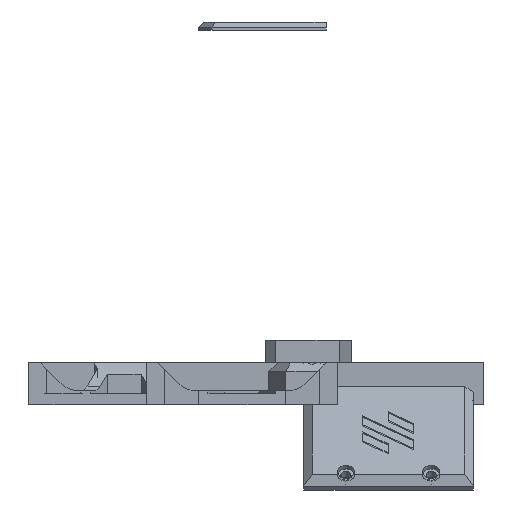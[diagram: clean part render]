
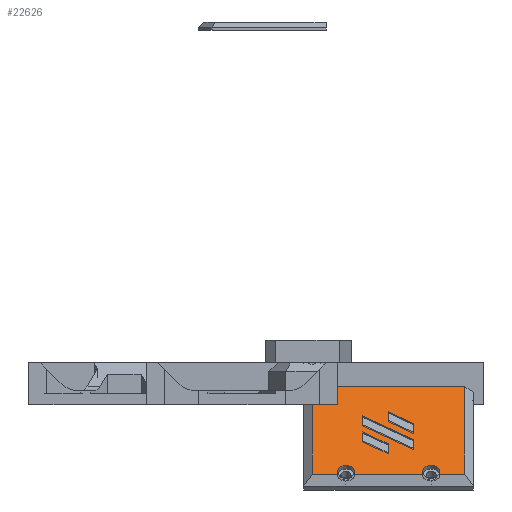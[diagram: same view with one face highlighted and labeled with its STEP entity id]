
A CAD part, left-side view. The second image highlights one B-rep face of the part: STEP entity #22626.
In plain terms, the highlighted planar face has unit normal (-0.707, 0, 0.707).
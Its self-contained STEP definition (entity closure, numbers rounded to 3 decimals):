
#148=FACE_BOUND('',#2549,.T.);
#149=FACE_BOUND('',#2550,.T.);
#150=FACE_BOUND('',#2551,.T.);
#307=CIRCLE('',#23876,3.);
#308=CIRCLE('',#23877,3.);
#309=CIRCLE('',#23893,3.);
#310=CIRCLE('',#23894,3.);
#1305=FACE_OUTER_BOUND('',#2548,.T.);
#2548=EDGE_LOOP('',(#18829,#18830,#18831,#18832,#18833,#18834,#18835,#18836,
#18837,#18838));
#2549=EDGE_LOOP('',(#18839,#18840,#18841,#18842));
#2550=EDGE_LOOP('',(#18843,#18844,#18845,#18846));
#2551=EDGE_LOOP('',(#18847,#18848,#18849,#18850));
#5082=LINE('',#34529,#8096);
#5086=LINE('',#34538,#8100);
#5090=LINE('',#34547,#8104);
#5098=LINE('',#34574,#8112);
#5101=LINE('',#34580,#8115);
#5104=LINE('',#34586,#8118);
#5106=LINE('',#34591,#8120);
#5109=LINE('',#34595,#8123);
#5111=LINE('',#34601,#8125);
#5114=LINE('',#34605,#8128);
#5116=LINE('',#34611,#8130);
#5119=LINE('',#34615,#8133);
#5123=LINE('',#34631,#8137);
#5124=LINE('',#34633,#8138);
#5125=LINE('',#34635,#8139);
#5126=LINE('',#34637,#8140);
#5127=LINE('',#34638,#8141);
#5128=LINE('',#34639,#8142);
#8096=VECTOR('',#28211,10.);
#8100=VECTOR('',#28217,10.);
#8104=VECTOR('',#28223,10.);
#8112=VECTOR('',#28251,10.);
#8115=VECTOR('',#28256,10.);
#8118=VECTOR('',#28261,10.);
#8120=VECTOR('',#28265,10.);
#8123=VECTOR('',#28270,10.);
#8125=VECTOR('',#28276,10.);
#8128=VECTOR('',#28281,10.);
#8130=VECTOR('',#28287,10.);
#8133=VECTOR('',#28292,10.);
#8137=VECTOR('',#28310,10.);
#8138=VECTOR('',#28311,10.);
#8139=VECTOR('',#28312,10.);
#8140=VECTOR('',#28313,10.);
#8141=VECTOR('',#28314,10.);
#8142=VECTOR('',#28315,10.);
#10435=VERTEX_POINT('',#34526);
#10436=VERTEX_POINT('',#34528);
#10439=VERTEX_POINT('',#34535);
#10440=VERTEX_POINT('',#34537);
#10443=VERTEX_POINT('',#34544);
#10444=VERTEX_POINT('',#34546);
#10449=VERTEX_POINT('',#34562);
#10450=VERTEX_POINT('',#34563);
#10451=VERTEX_POINT('',#34565);
#10453=VERTEX_POINT('',#34572);
#10455=VERTEX_POINT('',#34578);
#10457=VERTEX_POINT('',#34584);
#10459=VERTEX_POINT('',#34590);
#10461=VERTEX_POINT('',#34600);
#10463=VERTEX_POINT('',#34610);
#10465=VERTEX_POINT('',#34622);
#10466=VERTEX_POINT('',#34623);
#10467=VERTEX_POINT('',#34625);
#10468=VERTEX_POINT('',#34630);
#10469=VERTEX_POINT('',#34632);
#10470=VERTEX_POINT('',#34634);
#10471=VERTEX_POINT('',#34636);
#13310=EDGE_CURVE('',#10436,#10435,#5082,.T.);
#13314=EDGE_CURVE('',#10440,#10439,#5086,.T.);
#13318=EDGE_CURVE('',#10444,#10443,#5090,.T.);
#13326=EDGE_CURVE('',#10451,#10449,#307,.T.);
#13328=EDGE_CURVE('',#10450,#10451,#308,.T.);
#13331=EDGE_CURVE('',#10435,#10453,#5098,.T.);
#13334=EDGE_CURVE('',#10439,#10455,#5101,.T.);
#13337=EDGE_CURVE('',#10443,#10457,#5104,.T.);
#13339=EDGE_CURVE('',#10459,#10440,#5106,.T.);
#13342=EDGE_CURVE('',#10455,#10459,#5109,.T.);
#13344=EDGE_CURVE('',#10461,#10436,#5111,.T.);
#13347=EDGE_CURVE('',#10453,#10461,#5114,.T.);
#13349=EDGE_CURVE('',#10463,#10444,#5116,.T.);
#13352=EDGE_CURVE('',#10457,#10463,#5119,.T.);
#13356=EDGE_CURVE('',#10467,#10465,#309,.T.);
#13358=EDGE_CURVE('',#10466,#10467,#310,.T.);
#13359=EDGE_CURVE('',#10468,#10449,#5123,.T.);
#13360=EDGE_CURVE('',#10469,#10468,#5124,.T.);
#13361=EDGE_CURVE('',#10470,#10469,#5125,.T.);
#13362=EDGE_CURVE('',#10471,#10470,#5126,.T.);
#13363=EDGE_CURVE('',#10466,#10471,#5127,.T.);
#13364=EDGE_CURVE('',#10450,#10465,#5128,.T.);
#18829=ORIENTED_EDGE('',*,*,#13359,.F.);
#18830=ORIENTED_EDGE('',*,*,#13360,.F.);
#18831=ORIENTED_EDGE('',*,*,#13361,.F.);
#18832=ORIENTED_EDGE('',*,*,#13362,.F.);
#18833=ORIENTED_EDGE('',*,*,#13363,.F.);
#18834=ORIENTED_EDGE('',*,*,#13358,.T.);
#18835=ORIENTED_EDGE('',*,*,#13356,.T.);
#18836=ORIENTED_EDGE('',*,*,#13364,.F.);
#18837=ORIENTED_EDGE('',*,*,#13328,.T.);
#18838=ORIENTED_EDGE('',*,*,#13326,.T.);
#18839=ORIENTED_EDGE('',*,*,#13347,.T.);
#18840=ORIENTED_EDGE('',*,*,#13344,.T.);
#18841=ORIENTED_EDGE('',*,*,#13310,.T.);
#18842=ORIENTED_EDGE('',*,*,#13331,.T.);
#18843=ORIENTED_EDGE('',*,*,#13342,.T.);
#18844=ORIENTED_EDGE('',*,*,#13339,.T.);
#18845=ORIENTED_EDGE('',*,*,#13314,.T.);
#18846=ORIENTED_EDGE('',*,*,#13334,.T.);
#18847=ORIENTED_EDGE('',*,*,#13352,.T.);
#18848=ORIENTED_EDGE('',*,*,#13349,.T.);
#18849=ORIENTED_EDGE('',*,*,#13318,.T.);
#18850=ORIENTED_EDGE('',*,*,#13337,.T.);
#21537=PLANE('',#23895);
#22626=ADVANCED_FACE('',(#1305,#148,#149,#150),#21537,.F.);
#23876=AXIS2_PLACEMENT_3D('',#34566,#28242,#28243);
#23877=AXIS2_PLACEMENT_3D('',#34568,#28245,#28246);
#23893=AXIS2_PLACEMENT_3D('',#34626,#28303,#28304);
#23894=AXIS2_PLACEMENT_3D('',#34628,#28306,#28307);
#23895=AXIS2_PLACEMENT_3D('',#34629,#28308,#28309);
#28211=DIRECTION('',(0.388,0.836,0.388));
#28217=DIRECTION('',(0.707,0.,0.707));
#28223=DIRECTION('',(-0.388,-0.836,-0.388));
#28242=DIRECTION('center_axis',(0.707,0.,
-0.707));
#28243=DIRECTION('ref_axis',(0.,-1.,0.));
#28245=DIRECTION('center_axis',(0.707,0.,
-0.707));
#28246=DIRECTION('ref_axis',(0.,-1.,0.));
#28251=DIRECTION('',(0.707,0.,0.707));
#28256=DIRECTION('',(-0.388,-0.836,-0.388));
#28261=DIRECTION('',(-0.707,0.,-0.707));
#28265=DIRECTION('',(0.388,0.836,0.388));
#28270=DIRECTION('',(-0.707,0.,-0.707));
#28276=DIRECTION('',(-0.707,0.,-0.707));
#28281=DIRECTION('',(-0.388,-0.836,-0.388));
#28287=DIRECTION('',(0.707,0.,0.707));
#28292=DIRECTION('',(0.388,0.836,0.388));
#28303=DIRECTION('center_axis',(0.707,0.,
-0.707));
#28304=DIRECTION('ref_axis',(0.,-1.,0.));
#28306=DIRECTION('center_axis',(0.707,0.,
-0.707));
#28307=DIRECTION('ref_axis',(0.,-1.,0.));
#28308=DIRECTION('center_axis',(0.707,0.,
-0.707));
#28309=DIRECTION('ref_axis',(0.707,0.,0.707));
#28310=DIRECTION('',(0.,1.,0.));
#28311=DIRECTION('',(-0.707,0.,-0.707));
#28312=DIRECTION('',(0.,-1.,0.));
#28313=DIRECTION('',(0.707,0.,0.707));
#28314=DIRECTION('',(0.,1.,0.));
#28315=DIRECTION('',(0.,1.,0.));
#34526=CARTESIAN_POINT('',(29.273,41.009,-12.727));
#34528=CARTESIAN_POINT('',(25.028,31.875,-16.972));
#34529=CARTESIAN_POINT('',(26.088,34.155,-15.912));
#34535=CARTESIAN_POINT('',(38.097,41.009,-3.903));
#34537=CARTESIAN_POINT('',(34.994,41.009,-7.006));
#34538=CARTESIAN_POINT('',(33.618,41.009,-8.382));
#34544=CARTESIAN_POINT('',(35.325,22.752,-6.675));
#34546=CARTESIAN_POINT('',(39.571,31.886,-2.429));
#34547=CARTESIAN_POINT('',(38.435,29.442,-3.565));
#34562=CARTESIAN_POINT('',(17.321,13.902,-24.679));
#34563=CARTESIAN_POINT('',(17.321,19.098,-24.679));
#34565=CARTESIAN_POINT('',(18.382,19.5,-23.618));
#34566=CARTESIAN_POINT('Origin',(18.382,16.5,-23.618));
#34568=CARTESIAN_POINT('Origin',(18.382,16.5,-23.618));
#34572=CARTESIAN_POINT('',(32.377,41.009,-9.623));
#34574=CARTESIAN_POINT('',(30.757,41.009,-11.243));
#34578=CARTESIAN_POINT('',(29.606,22.739,-12.394));
#34580=CARTESIAN_POINT('',(35.703,35.858,-6.297));
#34584=CARTESIAN_POINT('',(32.221,22.752,-9.779));
#34586=CARTESIAN_POINT('',(33.783,22.752,-8.217));
#34590=CARTESIAN_POINT('',(26.502,22.739,-15.498));
#34591=CARTESIAN_POINT('',(28.822,27.73,-13.178));
#34595=CARTESIAN_POINT('',(30.924,22.739,-11.076));
#34600=CARTESIAN_POINT('',(28.132,31.875,-13.868));
#34601=CARTESIAN_POINT('',(30.186,31.875,-11.814));
#34605=CARTESIAN_POINT('',(30.846,37.714,-11.154));
#34610=CARTESIAN_POINT('',(36.467,31.886,-5.533));
#34611=CARTESIAN_POINT('',(34.354,31.886,-7.646));
#34615=CARTESIAN_POINT('',(33.677,25.882,-8.323));
#34622=CARTESIAN_POINT('',(17.321,44.302,-24.679));
#34623=CARTESIAN_POINT('',(17.321,49.498,-24.679));
#34625=CARTESIAN_POINT('',(18.382,49.9,-23.618));
#34626=CARTESIAN_POINT('Origin',(18.382,46.9,-23.618));
#34628=CARTESIAN_POINT('Origin',(18.382,46.9,-23.618));
#34629=CARTESIAN_POINT('Origin',(32.241,31.7,-9.759));
#34630=CARTESIAN_POINT('',(17.321,4.5,-24.679));
#34631=CARTESIAN_POINT('',(17.321,16.6,-24.679));
#34632=CARTESIAN_POINT('',(48.575,4.5,6.575));
#34633=CARTESIAN_POINT('',(40.762,4.5,-1.238));
#34634=CARTESIAN_POINT('',(48.575,58.9,6.575));
#34635=CARTESIAN_POINT('',(48.575,46.8,6.575));
#34636=CARTESIAN_POINT('',(17.321,58.9,-24.679));
#34637=CARTESIAN_POINT('',(23.721,58.9,-18.279));
#34638=CARTESIAN_POINT('',(17.321,16.6,-24.679));
#34639=CARTESIAN_POINT('',(17.321,16.6,-24.679));
